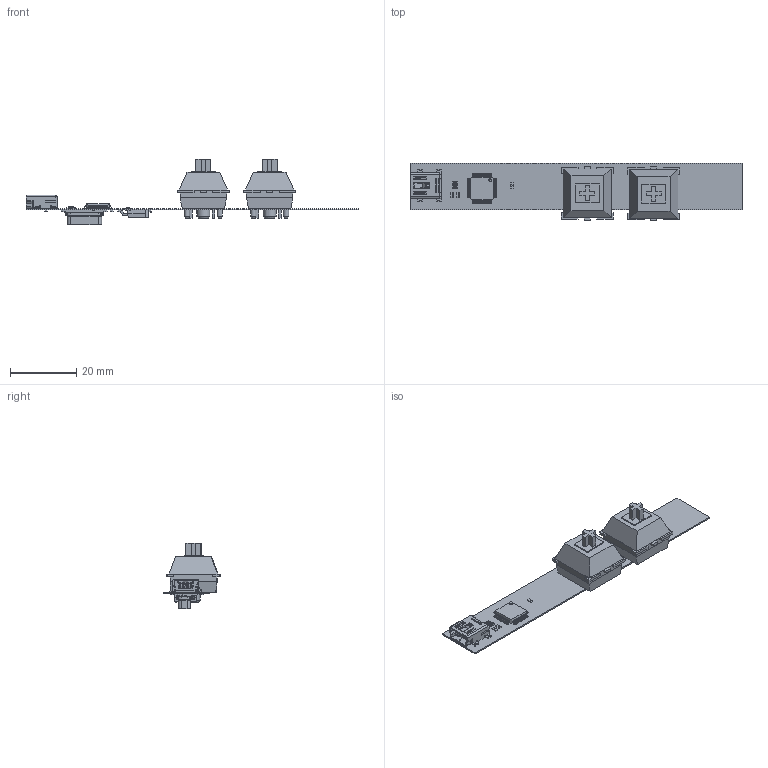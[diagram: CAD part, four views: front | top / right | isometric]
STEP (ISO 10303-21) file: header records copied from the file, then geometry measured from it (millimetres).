
FILE_DESCRIPTION(/* description */ (''),/* implementation_level */ '2;1');
FILE_NAME(/* name */ 'OsuBoard.step',/* time_stamp */ '2016-10-02T01:14:08+02:00',/* author */ ('gregg'),/* organization */ (''),/* preprocessor_version */ 'ST-DEVELOPER v16.1',/* originating_system */ 'Autodesk Inventor 2016',/* authorisation */ '');
FILE_SCHEMA (('AUTOMOTIVE_DESIGN { 1 0 10303 214 3 1 1 }'));
Products named in the file (32): Board; SW3dPS-0603_SMD_Capacitor; C1; C2; C3; C4; C5; C6; C7; C8; 43798; 43798_1; 43798_2; 43798_3; 43798_4; 43798_5; 43798_6; J1; User_Library-R_0603; R1; R2; R3; User_Library-TQFP-48_pins_TQFP_pin_TQFP_022x07_1; User_Library-TQFP-48_body_10x1_TQFP_7x7_1; User_Library-TQFP-48; U1; User_Library-DPAK_TO-252AA; U2; User_Library-HC49_Crystal_SM; Y1; cherry mx; OsuBoard
Assembly tree (88 placements, depth 4):
  OsuBoard
    Board
    C1
      SW3dPS-0603_SMD_Capacitor
    C2
      SW3dPS-0603_SMD_Capacitor
    C3
      SW3dPS-0603_SMD_Capacitor
    C4
      SW3dPS-0603_SMD_Capacitor
    C5
      SW3dPS-0603_SMD_Capacitor
    C6
      SW3dPS-0603_SMD_Capacitor
    C7
      SW3dPS-0603_SMD_Capacitor
    C8
      SW3dPS-0603_SMD_Capacitor
    J1
      43798
      43798_1
      43798_2
      43798_3
      43798_4
      43798_5
      43798_6
    R1
      User_Library-R_0603
    R2
      User_Library-R_0603
    R3
      User_Library-R_0603
    U1
      User_Library-TQFP-48
        User_Library-TQFP-48_pins_TQFP_pin_TQFP_022x07_1  x48
        User_Library-TQFP-48_body_10x1_TQFP_7x7_1
    U2
      User_Library-DPAK_TO-252AA
    Y1
      User_Library-HC49_Crystal_SM
    cherry mx  x2
Bounding box: 100 x 17.45 x 19.8 mm (x, y, z)
Volume: 5080.8 mm3; surface area: 6484.7 mm2
Topology: 81 solids, 83 shells, 2918 faces, 7475 edges, 4745 vertices
Faces by surface type: plane 1605, cylinder 630, bspline 551, sphere 74, torus 32, cone 26
Full cylindrical faces by diameter (mm): 0.43 x2, 0.8 x3, 0.83 x2, 1 x2, 1.5 x4, 1.6 x4, 1.7 x4, 3.85 x2, 4.1 x2
Entity records: 56684 total; most frequent: CARTESIAN_POINT 22845, ORIENTED_EDGE 7022, DIRECTION 6320, EDGE_CURVE 3511, LINE 2476, VECTOR 2476, VERTEX_POINT 2259, AXIS2_PLACEMENT_3D 1922
